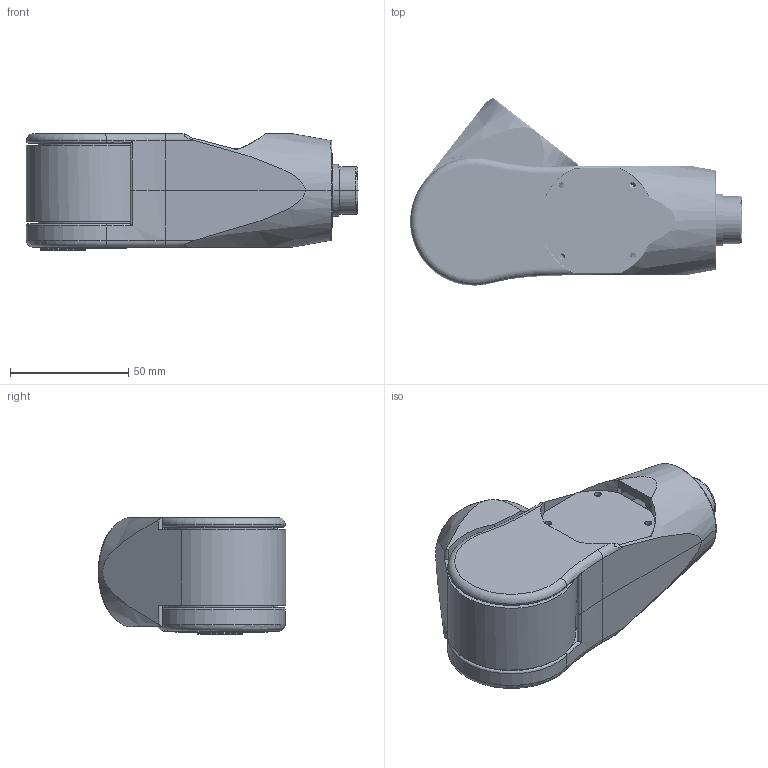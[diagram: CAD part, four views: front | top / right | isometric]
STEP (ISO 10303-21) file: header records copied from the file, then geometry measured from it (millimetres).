
FILE_DESCRIPTION(/* description */ (''),/* implementation_level */ '2;1');
FILE_NAME(/* name */ 'elbow.stp',/* time_stamp */ '2024-04-21T22:36:47+08:00',/* author */ ('paulg'),/* organization */ (''),/* preprocessor_version */ 'ST-DEVELOPER v20',/* originating_system */ 'Autodesk Inventor 2024',/* authorisation */ '');
FILE_SCHEMA (('AUTOMOTIVE_DESIGN { 1 0 10303 214 3 1 1 }'));
Length unit declared in the file: millimetre
Products named in the file (13): elbow; top_plate_42n; belt_cams; outer_kid_a; Cycloidal_main_pro_thick; Cycloidal_main_pro; bearing_50_40_6; motor_kid_42; bot_plate_42n; board; CAM_3M; kid_cam; PIN_3M_mini
Assembly tree (18 placements, depth 2):
  elbow
    Cycloidal_main_pro  x2
    kid_cam  x3
    top_plate_42n
    belt_cams
    bearing_50_40_6  x2
    outer_kid_a
    Cycloidal_main_pro_thick
    motor_kid_42
    bot_plate_42n
    board
    CAM_3M  x3
    PIN_3M_mini
Bounding box: 140.15 x 79.1 x 49.3 mm (x, y, z)
Volume: 193935.1 mm3; surface area: 99470.9 mm2
Topology: 18 solids, 18 shells, 1655 faces, 4498 edges, 2898 vertices
Faces by surface type: cylinder 802, plane 492, cone 325, torus 21, bspline 15
Full cylindrical faces by diameter (mm): 1.8 x2, 2.5 x8, 2.6 x4, 3 x4, 3.1 x4, 4 x1, 4.1 x4, 5 x4, 6 x1, 9.8 x3, 10 x3, 11.8 x9, 13 x6, 15 x6, 16 x9, 18 x9, 19 x6, 28 x1, 30 x1, 32 x1, 40 x4, 42 x5, 44 x3, 48 x4, 50 x2, 50.2 x2
Entity records: 55741 total; most frequent: CARTESIAN_POINT 30763, ORIENTED_EDGE 5246, DIRECTION 5222, EDGE_CURVE 2623, AXIS2_PLACEMENT_3D 2169, VERTEX_POINT 1720, CIRCLE 1199, EDGE_LOOP 1039
